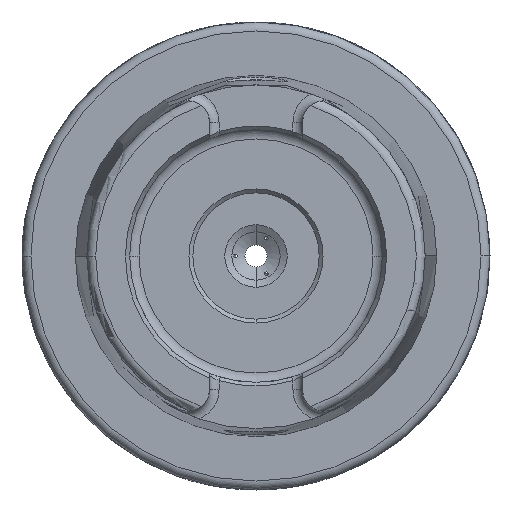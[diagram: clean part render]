
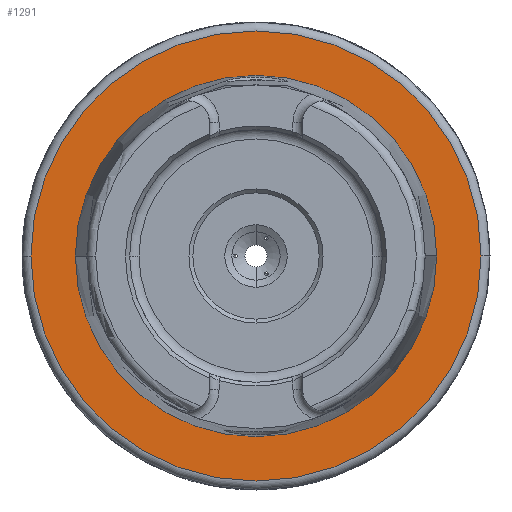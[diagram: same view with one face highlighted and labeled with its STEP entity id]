
A CAD part, left-side view. The second image highlights one B-rep face of the part: STEP entity #1291.
In plain terms, the highlighted planar face has unit normal (-1, 0, 0).
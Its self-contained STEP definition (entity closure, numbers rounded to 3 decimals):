
#110 = DIRECTION ( 'NONE',  ( 1., 0., 0. ) ) ;
#390 = DIRECTION ( 'NONE',  ( -1., 0., 0. ) ) ;
#544 = CIRCLE ( 'NONE', #5366, 24.321 ) ;
#698 = EDGE_LOOP ( 'NONE', ( #6422, #1131 ) ) ;
#1131 = ORIENTED_EDGE ( 'NONE', *, *, #4067, .F. ) ;
#1291 = ADVANCED_FACE ( 'NONE', ( #6271, #4677 ), #3617, .T. ) ;
#1379 = CARTESIAN_POINT ( 'NONE',  ( 0., 0., 0. ) ) ;
#1626 = CIRCLE ( 'NONE', #6558, 30.3 ) ;
#1632 = AXIS2_PLACEMENT_3D ( 'NONE', #6278, #110, #2626 ) ;
#1906 = CARTESIAN_POINT ( 'NONE',  ( 0., 24.321, 0. ) ) ;
#2411 = CARTESIAN_POINT ( 'NONE',  ( 0., 0., 0. ) ) ;
#2533 = CARTESIAN_POINT ( 'NONE',  ( 0., 30.3, 0. ) ) ;
#2626 = DIRECTION ( 'NONE',  ( 0., 1., 0. ) ) ;
#2857 = VERTEX_POINT ( 'NONE', #1906 ) ;
#3010 = ORIENTED_EDGE ( 'NONE', *, *, #5500, .T. ) ;
#3093 = DIRECTION ( 'NONE',  ( 0., -1., 0. ) ) ;
#3408 = DIRECTION ( 'NONE',  ( 1., 0., 0. ) ) ;
#3437 = DIRECTION ( 'NONE',  ( 0., 1., 0. ) ) ;
#3617 = PLANE ( 'NONE',  #6221 ) ;
#3703 = CARTESIAN_POINT ( 'NONE',  ( 0., -30.3, 0. ) ) ;
#3844 = EDGE_LOOP ( 'NONE', ( #3010, #4375 ) ) ;
#3858 = DIRECTION ( 'NONE',  ( 1., 0., 0. ) ) ;
#3938 = CIRCLE ( 'NONE', #1632, 30.3 ) ;
#4036 = VERTEX_POINT ( 'NONE', #2533 ) ;
#4067 = EDGE_CURVE ( 'NONE', #5022, #4036, #1626, .T. ) ;
#4272 = EDGE_CURVE ( 'NONE', #6533, #2857, #544, .T. ) ;
#4375 = ORIENTED_EDGE ( 'NONE', *, *, #4272, .T. ) ;
#4494 = DIRECTION ( 'NONE',  ( 0., 1., 0. ) ) ;
#4532 = EDGE_CURVE ( 'NONE', #4036, #5022, #3938, .T. ) ;
#4677 = FACE_OUTER_BOUND ( 'NONE', #698, .T. ) ;
#4702 = CARTESIAN_POINT ( 'NONE',  ( 0., -24.321, 0. ) ) ;
#4965 = DIRECTION ( 'NONE',  ( 0., 1., 0. ) ) ;
#5022 = VERTEX_POINT ( 'NONE', #3703 ) ;
#5366 = AXIS2_PLACEMENT_3D ( 'NONE', #6448, #3858, #4965 ) ;
#5500 = EDGE_CURVE ( 'NONE', #2857, #6533, #6683, .T. ) ;
#5720 = CARTESIAN_POINT ( 'NONE',  ( 0., 24.321, 0. ) ) ;
#6068 = DIRECTION ( 'NONE',  ( 1., 0., 0. ) ) ;
#6221 = AXIS2_PLACEMENT_3D ( 'NONE', #5720, #390, #3093 ) ;
#6238 = AXIS2_PLACEMENT_3D ( 'NONE', #2411, #6068, #4494 ) ;
#6271 = FACE_BOUND ( 'NONE', #3844, .T. ) ;
#6278 = CARTESIAN_POINT ( 'NONE',  ( 0., 0., 0. ) ) ;
#6422 = ORIENTED_EDGE ( 'NONE', *, *, #4532, .F. ) ;
#6448 = CARTESIAN_POINT ( 'NONE',  ( 0., 0., 0. ) ) ;
#6533 = VERTEX_POINT ( 'NONE', #4702 ) ;
#6558 = AXIS2_PLACEMENT_3D ( 'NONE', #1379, #3408, #3437 ) ;
#6683 = CIRCLE ( 'NONE', #6238, 24.321 ) ;
